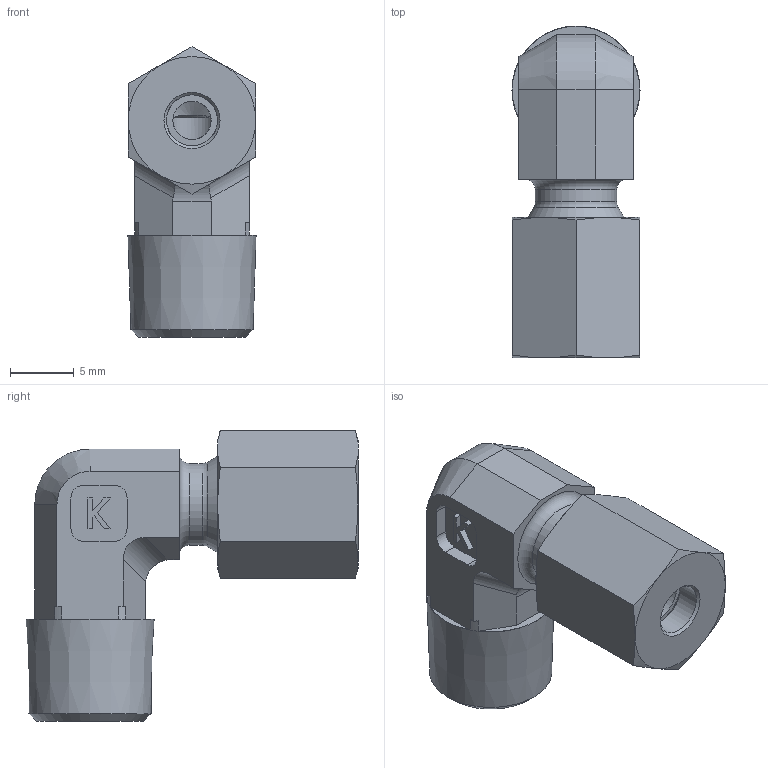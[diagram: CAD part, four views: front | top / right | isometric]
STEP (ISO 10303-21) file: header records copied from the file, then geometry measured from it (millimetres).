
FILE_DESCRIPTION((''),'2;1');
FILE_NAME('24001041808.stp','2014-08-26T10:52:50',(''),('KNOMI spol. s r. o.'),'Autodesk Inventor 2012','Autodesk Inventor 2012','');
FILE_SCHEMA(('AUTOMOTIVE_DESIGN { 1 2 10303 214 0 1 1 1 }'));
Length unit declared in the file: millimetre
Products named in the file (4): LHCR1K 4LLRkuž R1/8/M8x1; 23001 041808; 3900408; 40004
Assembly tree (3 placements, depth 2):
  LHCR1K 4LLRkuž R1/8/M8x1
    23001 041808
    3900408
    40004
Bounding box: 10.04 x 26.02 x 22.77 mm (x, y, z)
Volume: 2341.2 mm3; surface area: 2277.6 mm2
Topology: 3 solids, 3 shells, 111 faces, 283 edges, 188 vertices
Faces by surface type: plane 54, cone 28, cylinder 22, torus 7
Full cylindrical faces by diameter (mm): 3 x1, 3.5 x1, 4 x3, 4.9 x1, 5.5 x1, 6.4 x1, 6.917 x1, 8 x1
Entity records: 3432 total; most frequent: CARTESIAN_POINT 681, DIRECTION 528, ORIENTED_EDGE 484, EDGE_CURVE 242, AXIS2_PLACEMENT_3D 198, VERTEX_POINT 166, EDGE_LOOP 146, VECTOR 132
